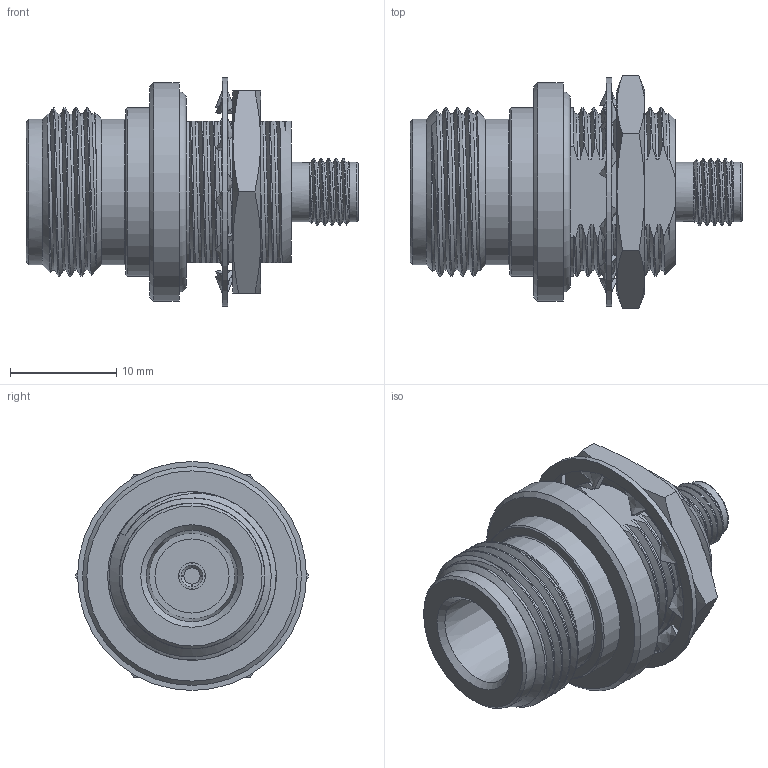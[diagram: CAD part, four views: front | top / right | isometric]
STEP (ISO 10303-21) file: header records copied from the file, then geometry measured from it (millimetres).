
FILE_DESCRIPTION (( 'STEP AP203' ), '1' );
FILE_NAME ('SM4245.step', '2019-11-06T19:27:56', ( '' ), ( '' ), 'SwSTEP 2.0', 'SolidWorks 2018', '' );
FILE_SCHEMA (( 'CONFIG_CONTROL_DESIGN' ));
Products named in the file (1): SM4245
Bounding box: 31.29 x 22 x 21.59 mm (x, y, z)
Volume: 4736 mm3; surface area: 3986.3 mm2
Topology: 4 solids, 4 shells, 254 faces, 723 edges, 487 vertices
Faces by surface type: bspline 105, plane 60, cylinder 52, cone 34, torus 3
Full cylindrical faces by diameter (mm): 0.914 x1, 1.168 x1, 1.524 x1, 2.54 x1, 4.572 x1, 5.582 x2, 6.985 x1, 13.716 x2, 15.875 x2, 19.247 x1, 20.625 x1, 21.59 x1
Entity records: 31296 total; most frequent: CARTESIAN_POINT 25930, ORIENTED_EDGE 1368, DIRECTION 723, EDGE_CURVE 684, VERTEX_POINT 475, EDGE_LOOP 293, AXIS2_PLACEMENT_3D 273, FACE_OUTER_BOUND 269
